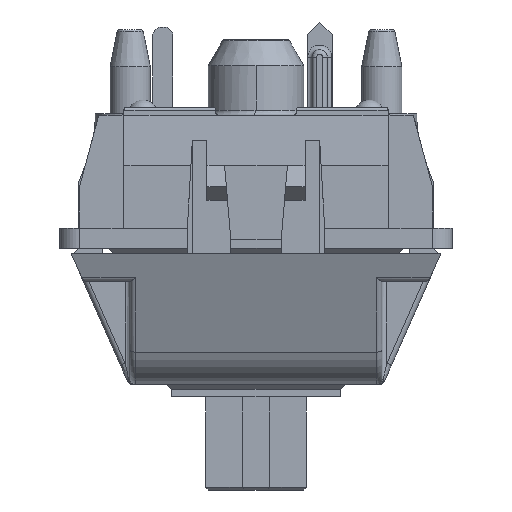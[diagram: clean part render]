
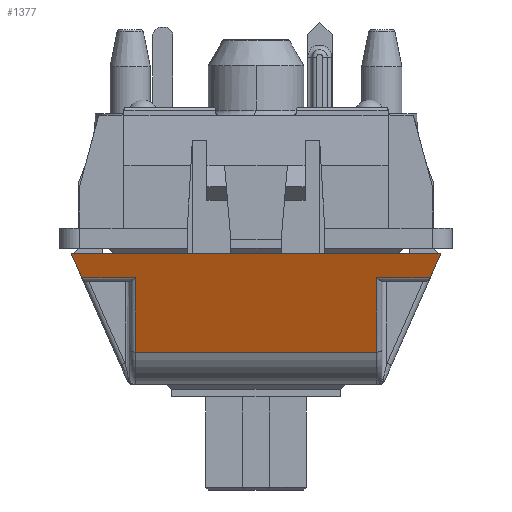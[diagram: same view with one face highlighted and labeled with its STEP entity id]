
A CAD part, left-side view. The second image highlights one B-rep face of the part: STEP entity #1377.
In plain terms, the highlighted planar face has unit normal (-0.933, 0, -0.359).
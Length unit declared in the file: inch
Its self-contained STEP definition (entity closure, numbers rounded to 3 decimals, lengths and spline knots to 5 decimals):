
#611 = CARTESIAN_POINT ( 'NONE',  ( -0.27466, 0.18898, 0.16646 ) ) ;
#1377 = ADVANCED_FACE ( 'NONE', ( #37476 ), #22202, .T. ) ;
#2077 = EDGE_CURVE ( 'NONE', #9382, #10044, #9008, .T. ) ;
#2424 = CARTESIAN_POINT ( 'NONE',  ( -0.23001, 0.18898, 0.05046 ) ) ;
#4186 = ORIENTED_EDGE ( 'NONE', *, *, #23071, .F. ) ;
#4291 = VERTEX_POINT ( 'NONE', #4816 ) ;
#4540 = CARTESIAN_POINT ( 'NONE',  ( -0.28938, 0.09646, 0.20471 ) ) ;
#4816 = CARTESIAN_POINT ( 'NONE',  ( -0.23001, -0.18898, 0.05046 ) ) ;
#5413 = CARTESIAN_POINT ( 'NONE',  ( -0.27956, 0.27808, 0.17921 ) ) ;
#5455 = VECTOR ( 'NONE', #31538, 39.37008 ) ;
#5689 = CARTESIAN_POINT ( 'NONE',  ( -0.28937, -0.28937, 0.20471 ) ) ;
#6440 = B_SPLINE_CURVE_WITH_KNOTS ( 'NONE', 3,
 ( #15745, #22399, #4540, #37673 ),
 .UNSPECIFIED., .F., .F.,
 ( 4, 4 ),
 ( 0., 1. ),
 .UNSPECIFIED. ) ;
#6830 = DIRECTION ( 'NONE',  ( 0., -1., 0. ) ) ;
#7199 = EDGE_CURVE ( 'NONE', #10044, #13487, #27982, .T. ) ;
#7490 = VECTOR ( 'NONE', #6830, 39.37008 ) ;
#7495 = DIRECTION ( 'NONE',  ( -0.359, 0., 0.933 ) ) ;
#7808 = LINE ( 'NONE', #16437, #5455 ) ;
#8161 = ORIENTED_EDGE ( 'NONE', *, *, #8818, .F. ) ;
#8744 = AXIS2_PLACEMENT_3D ( 'NONE', #10238, #37676, #7495 ) ;
#8818 = EDGE_CURVE ( 'NONE', #4291, #13487, #37405, .T. ) ;
#9008 = LINE ( 'NONE', #24293, #7490 ) ;
#9382 = VERTEX_POINT ( 'NONE', #13455 ) ;
#9622 = CARTESIAN_POINT ( 'NONE',  ( -0.28937, -0.28937, 0.20471 ) ) ;
#10044 = VERTEX_POINT ( 'NONE', #611 ) ;
#10238 = CARTESIAN_POINT ( 'NONE',  ( -0.24998, 0., 0.10235 ) ) ;
#10259 = VERTEX_POINT ( 'NONE', #19837 ) ;
#10507 = CARTESIAN_POINT ( 'NONE',  ( -0.27466, 0.18898, 0.16646 ) ) ;
#11113 = ORIENTED_EDGE ( 'NONE', *, *, #7199, .T. ) ;
#12222 = CARTESIAN_POINT ( 'NONE',  ( -0.27466, -0.18898, 0.16646 ) ) ;
#13062 = DIRECTION ( 'NONE',  ( 0.359, 0., -0.933 ) ) ;
#13233 = VECTOR ( 'NONE', #13062, 39.37008 ) ;
#13349 = CARTESIAN_POINT ( 'NONE',  ( -0.27466, -0.18898, 0.16646 ) ) ;
#13455 = CARTESIAN_POINT ( 'NONE',  ( -0.27466, 0.27244, 0.16646 ) ) ;
#13487 = VERTEX_POINT ( 'NONE', #2424 ) ;
#15745 = CARTESIAN_POINT ( 'NONE',  ( -0.28937, -0.28937, 0.20471 ) ) ;
#16437 = CARTESIAN_POINT ( 'NONE',  ( -0.23001, -0.18898, 0.05046 ) ) ;
#19382 = CARTESIAN_POINT ( 'NONE',  ( -0.23001, -0.18898, 0.05046 ) ) ;
#19671 = B_SPLINE_CURVE_WITH_KNOTS ( 'NONE', 3,
 ( #5689, #23342, #20403, #29233 ),
 .UNSPECIFIED., .F., .F.,
 ( 4, 4 ),
 ( 0., 1. ),
 .UNSPECIFIED. ) ;
#19837 = CARTESIAN_POINT ( 'NONE',  ( -0.28937, 0.28937, 0.20471 ) ) ;
#20315 = EDGE_LOOP ( 'NONE', ( #30014, #34653, #28245, #4186, #36225, #11113, #8161, #33662 ) ) ;
#20403 = CARTESIAN_POINT ( 'NONE',  ( -0.27956, -0.27808, 0.17921 ) ) ;
#22202 = PLANE ( 'NONE',  #8744 ) ;
#22399 = CARTESIAN_POINT ( 'NONE',  ( -0.28938, -0.09646, 0.20471 ) ) ;
#23071 = EDGE_CURVE ( 'NONE', #9382, #10259, #35524, .T. ) ;
#23342 = CARTESIAN_POINT ( 'NONE',  ( -0.28447, -0.28373, 0.19196 ) ) ;
#23720 = VERTEX_POINT ( 'NONE', #13349 ) ;
#23761 = VECTOR ( 'NONE', #33010, 39.37008 ) ;
#23843 = CARTESIAN_POINT ( 'NONE',  ( -0.27466, 0.27244, 0.16646 ) ) ;
#24293 = CARTESIAN_POINT ( 'NONE',  ( -0.27466, 0.27244, 0.16646 ) ) ;
#26328 = EDGE_CURVE ( 'NONE', #4291, #23720, #7808, .T. ) ;
#27082 = CARTESIAN_POINT ( 'NONE',  ( -0.27466, -0.27244, 0.16646 ) ) ;
#27982 = LINE ( 'NONE', #10507, #13233 ) ;
#28245 = ORIENTED_EDGE ( 'NONE', *, *, #34249, .T. ) ;
#29233 = CARTESIAN_POINT ( 'NONE',  ( -0.27466, -0.27244, 0.16646 ) ) ;
#29535 = CARTESIAN_POINT ( 'NONE',  ( -0.28937, 0.28937, 0.20471 ) ) ;
#29883 = EDGE_CURVE ( 'NONE', #23720, #38396, #38690, .T. ) ;
#30014 = ORIENTED_EDGE ( 'NONE', *, *, #29883, .T. ) ;
#31538 = DIRECTION ( 'NONE',  ( -0.359, 0., 0.933 ) ) ;
#33010 = DIRECTION ( 'NONE',  ( 0., -1., 0. ) ) ;
#33662 = ORIENTED_EDGE ( 'NONE', *, *, #26328, .T. ) ;
#34249 = EDGE_CURVE ( 'NONE', #35735, #10259, #6440, .T. ) ;
#34653 = ORIENTED_EDGE ( 'NONE', *, *, #38682, .F. ) ;
#34662 = DIRECTION ( 'NONE',  ( 0., 1., 0. ) ) ;
#35524 = B_SPLINE_CURVE_WITH_KNOTS ( 'NONE', 3,
 ( #23843, #5413, #38339, #29535 ),
 .UNSPECIFIED., .F., .F.,
 ( 4, 4 ),
 ( 0., 1. ),
 .UNSPECIFIED. ) ;
#35735 = VERTEX_POINT ( 'NONE', #9622 ) ;
#36225 = ORIENTED_EDGE ( 'NONE', *, *, #2077, .T. ) ;
#36370 = VECTOR ( 'NONE', #34662, 39.37008 ) ;
#37405 = LINE ( 'NONE', #19382, #36370 ) ;
#37476 = FACE_OUTER_BOUND ( 'NONE', #20315, .T. ) ;
#37673 = CARTESIAN_POINT ( 'NONE',  ( -0.28937, 0.28937, 0.20471 ) ) ;
#37676 = DIRECTION ( 'NONE',  ( -0.933, 0., -0.359 ) ) ;
#38339 = CARTESIAN_POINT ( 'NONE',  ( -0.28447, 0.28373, 0.19196 ) ) ;
#38396 = VERTEX_POINT ( 'NONE', #27082 ) ;
#38682 = EDGE_CURVE ( 'NONE', #35735, #38396, #19671, .T. ) ;
#38690 = LINE ( 'NONE', #12222, #23761 ) ;
